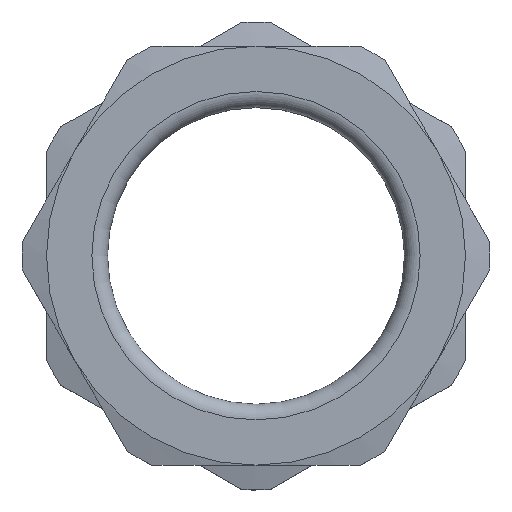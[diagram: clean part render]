
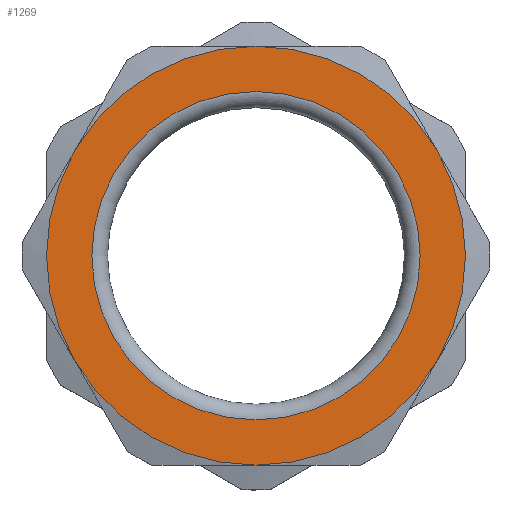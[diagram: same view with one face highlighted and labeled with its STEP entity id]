
A CAD part, top view. The second image highlights one B-rep face of the part: STEP entity #1269.
In plain terms, the highlighted planar face has unit normal (0, 0, 1).
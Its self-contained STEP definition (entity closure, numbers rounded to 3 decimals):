
#401=CARTESIAN_POINT('',(-34.641,-20.,52.));
#402=VERTEX_POINT('',#401);
#449=CARTESIAN_POINT('',(-34.641,20.,52.));
#450=VERTEX_POINT('',#449);
#497=CARTESIAN_POINT('',(0.,40.,52.));
#498=VERTEX_POINT('',#497);
#548=CARTESIAN_POINT('',(34.641,20.,52.));
#549=VERTEX_POINT('',#548);
#596=CARTESIAN_POINT('',(34.641,-20.,52.));
#597=VERTEX_POINT('',#596);
#644=CARTESIAN_POINT('',(-0.,-40.,52.));
#645=VERTEX_POINT('',#644);
#685=CARTESIAN_POINT('',(0.,0.,52.));
#686=DIRECTION('',(-0.,0.,-1.));
#687=DIRECTION('',(0.,1.,-0.));
#688=AXIS2_PLACEMENT_3D('',#685,#686,#687);
#689=CIRCLE('',#688,40.);
#690=EDGE_CURVE('',#645,#402,#689,.T.);
#709=CARTESIAN_POINT('',(0.,0.,52.));
#710=DIRECTION('',(-0.,0.,-1.));
#711=DIRECTION('',(0.,1.,-0.));
#712=AXIS2_PLACEMENT_3D('',#709,#710,#711);
#713=CIRCLE('',#712,40.);
#714=EDGE_CURVE('',#597,#645,#713,.T.);
#733=CARTESIAN_POINT('',(0.,0.,52.));
#734=DIRECTION('',(-0.,0.,-1.));
#735=DIRECTION('',(0.,1.,-0.));
#736=AXIS2_PLACEMENT_3D('',#733,#734,#735);
#737=CIRCLE('',#736,40.);
#738=EDGE_CURVE('',#549,#597,#737,.T.);
#757=CARTESIAN_POINT('',(0.,0.,52.));
#758=DIRECTION('',(-0.,0.,-1.));
#759=DIRECTION('',(0.,1.,-0.));
#760=AXIS2_PLACEMENT_3D('',#757,#758,#759);
#761=CIRCLE('',#760,40.);
#762=EDGE_CURVE('',#498,#549,#761,.T.);
#781=CARTESIAN_POINT('',(0.,0.,52.));
#782=DIRECTION('',(-0.,0.,-1.));
#783=DIRECTION('',(0.,1.,-0.));
#784=AXIS2_PLACEMENT_3D('',#781,#782,#783);
#785=CIRCLE('',#784,40.);
#786=EDGE_CURVE('',#450,#498,#785,.T.);
#805=CARTESIAN_POINT('',(0.,0.,52.));
#806=DIRECTION('',(-0.,0.,-1.));
#807=DIRECTION('',(0.,1.,-0.));
#808=AXIS2_PLACEMENT_3D('',#805,#806,#807);
#809=CIRCLE('',#808,40.);
#810=EDGE_CURVE('',#402,#450,#809,.T.);
#1245=CARTESIAN_POINT('',(0.,0.,52.));
#1246=DIRECTION('',(0.,0.,1.));
#1247=DIRECTION('',(-0.,-1.,0.));
#1248=AXIS2_PLACEMENT_3D('',#1245,#1246,#1247);
#1249=PLANE('',#1248);
#1250=CARTESIAN_POINT('',(-0.,-31.35,52.));
#1251=VERTEX_POINT('',#1250);
#1252=CARTESIAN_POINT('',(0.,0.,52.));
#1253=DIRECTION('',(-0.,-0.,-1.));
#1254=DIRECTION('',(-0.,-1.,0.));
#1255=AXIS2_PLACEMENT_3D('',#1252,#1253,#1254);
#1256=CIRCLE('',#1255,31.35);
#1257=EDGE_CURVE('',#1251,#1251,#1256,.T.);
#1258=ORIENTED_EDGE('',*,*,#1257,.T.);
#1259=EDGE_LOOP('',(#1258));
#1260=FACE_BOUND('',#1259,.T.);
#1261=ORIENTED_EDGE('',*,*,#690,.F.);
#1262=ORIENTED_EDGE('',*,*,#714,.F.);
#1263=ORIENTED_EDGE('',*,*,#738,.F.);
#1264=ORIENTED_EDGE('',*,*,#762,.F.);
#1265=ORIENTED_EDGE('',*,*,#786,.F.);
#1266=ORIENTED_EDGE('',*,*,#810,.F.);
#1267=EDGE_LOOP('',(#1261,#1262,#1263,#1264,#1265,#1266));
#1268=FACE_BOUND('',#1267,.T.);
#1269=ADVANCED_FACE('',(#1260,#1268),#1249,.T.);
